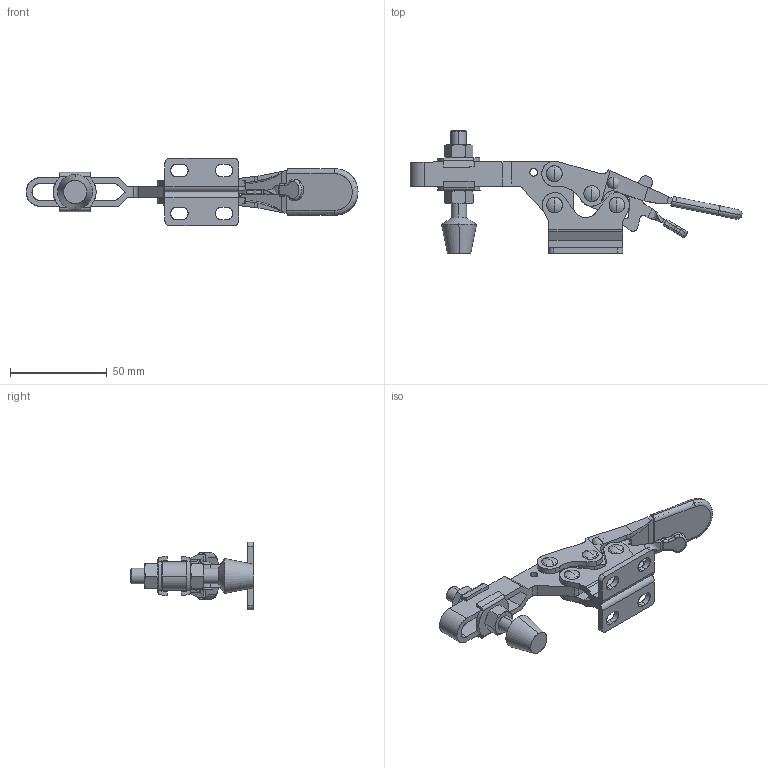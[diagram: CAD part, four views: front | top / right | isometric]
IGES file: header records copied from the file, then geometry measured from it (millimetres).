
Start section: SolidWorks IGES file using analytic representation for surfaces
Global section: file name: GH-225-DR.IGS; native system: SolidWorks 2016; preprocessor: SolidWorks 2016; author: user; date: 250331.164200; units: millimetre
Bounding box: 171.42 x 63.56 x 35 mm (x, y, z)
Surface area: 30690 mm2 (no closed solid volume)
Topology: 0 solids, 0 shells, 412 faces, 6026 edges, 6033 vertices
Faces by surface type: revolution 208, bspline 204
